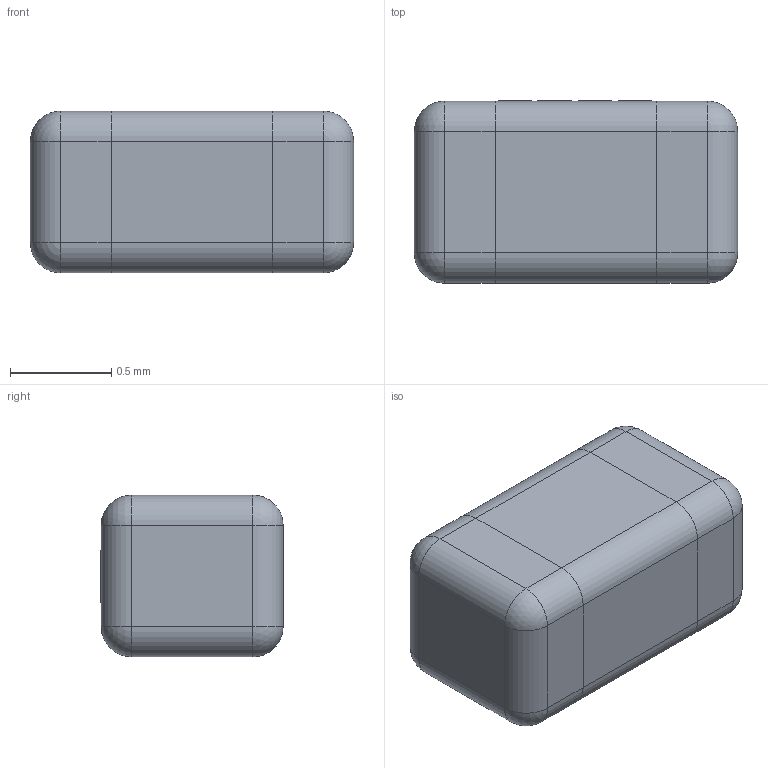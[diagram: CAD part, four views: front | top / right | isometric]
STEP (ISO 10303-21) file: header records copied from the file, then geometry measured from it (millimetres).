
FILE_DESCRIPTION (( 'STEP AP214' ), '1' );
FILE_NAME ('SMD Capacitor 0603.STEP', '2019-02-10T08:30:36', ( '' ), ( '' ), 'SwSTEP 2.0', 'SolidWorks 2018', '' );
FILE_SCHEMA (( 'AUTOMOTIVE_DESIGN' ));
Length unit declared in the file: millimetre
Products named in the file (1): SMD Capacitor 0603
Bounding box: 1.6 x 0.9 x 0.8 mm (x, y, z)
Volume: 1.1 mm3; surface area: 6 mm2
Topology: 1 solids, 1 shells, 102 faces, 247 edges, 146 vertices
Faces by surface type: bspline 49, plane 25, cylinder 20, sphere 8
Entity records: 6737 total; most frequent: CARTESIAN_POINT 3577, ORIENTED_EDGE 478, DIRECTION 281, EDGE_CURVE 239, VERTEX_POINT 146, VECTOR 109, EDGE_LOOP 109, LINE 109
